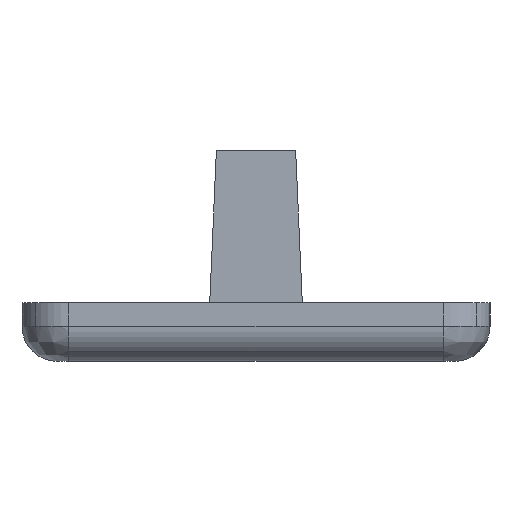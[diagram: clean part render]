
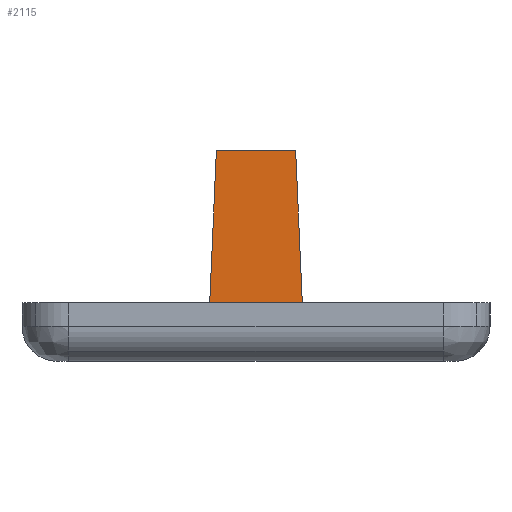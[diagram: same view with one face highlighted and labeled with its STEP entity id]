
A CAD part, left-side view. The second image highlights one B-rep face of the part: STEP entity #2115.
In plain terms, the highlighted planar face has unit normal (-1, 0, 0).
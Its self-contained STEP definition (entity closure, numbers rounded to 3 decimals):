
#1606=CARTESIAN_POINT('',(-7.389,3.301,2.0));
#1607=VERTEX_POINT('',#1606);
#1614=CARTESIAN_POINT('',(-7.389,4.537,2.0));
#1615=VERTEX_POINT('',#1614);
#1616=CARTESIAN_POINT('',(-7.389,3.301,2.0));
#1617=DIRECTION('',(0.0,1.0,0.0));
#1618=VECTOR('',#1617,1.237);
#1619=LINE('',#1616,#1618);
#1620=EDGE_CURVE('',#1607,#1615,#1619,.T.);
#1639=CARTESIAN_POINT('',(-7.389,6.037,2.0));
#1640=VERTEX_POINT('',#1639);
#1647=CARTESIAN_POINT('',(-7.389,7.301,2.0));
#1648=VERTEX_POINT('',#1647);
#1649=CARTESIAN_POINT('',(-7.389,6.037,2.0));
#1650=DIRECTION('',(0.0,1.0,0.0));
#1651=VECTOR('',#1650,1.263);
#1652=LINE('',#1649,#1651);
#1653=EDGE_CURVE('',#1640,#1648,#1652,.T.);
#2033=CARTESIAN_POINT('',(-7.389,6.995,9.));
#2034=VERTEX_POINT('',#2033);
#2043=CARTESIAN_POINT('',(-7.389,7.301,2.0));
#2044=DIRECTION('',(0.0,-0.044,0.999));
#2045=VECTOR('',#2044,7.007);
#2046=LINE('',#2043,#2045);
#2047=EDGE_CURVE('',#1648,#2034,#2046,.T.);
#2057=CARTESIAN_POINT('',(-7.389,3.606,9.));
#2058=VERTEX_POINT('',#2057);
#2059=CARTESIAN_POINT('',(-7.389,3.606,9.));
#2060=DIRECTION('',(0.0,1.0,0.0));
#2061=VECTOR('',#2060,3.389);
#2062=LINE('',#2059,#2061);
#2063=EDGE_CURVE('',#2058,#2034,#2062,.T.);
#2076=CARTESIAN_POINT('',(-7.389,3.301,2.0));
#2077=DIRECTION('',(-1.0,0.0,0.0));
#2078=DIRECTION('',(0.0,0.0,1.0));
#2079=AXIS2_PLACEMENT_3D('',#2076,#2077,#2078);
#2080=PLANE('',#2079);
#2081=CARTESIAN_POINT('',(-7.389,6.037,2.5));
#2082=VERTEX_POINT('',#2081);
#2083=CARTESIAN_POINT('',(-7.389,6.037,2.0));
#2084=DIRECTION('',(0.0,0.0,1.0));
#2085=VECTOR('',#2084,0.5);
#2086=LINE('',#2083,#2085);
#2087=EDGE_CURVE('',#1640,#2082,#2086,.T.);
#2088=ORIENTED_EDGE('',*,*,#2087,.T.);
#2089=CARTESIAN_POINT('',(-7.389,4.537,2.5));
#2090=VERTEX_POINT('',#2089);
#2091=CARTESIAN_POINT('',(-7.389,6.037,2.5));
#2092=DIRECTION('',(0.0,-1.0,0.0));
#2093=VECTOR('',#2092,1.5);
#2094=LINE('',#2091,#2093);
#2095=EDGE_CURVE('',#2082,#2090,#2094,.T.);
#2096=ORIENTED_EDGE('',*,*,#2095,.T.);
#2097=CARTESIAN_POINT('',(-7.389,4.537,2.5));
#2098=DIRECTION('',(0.0,0.0,-1.0));
#2099=VECTOR('',#2098,0.5);
#2100=LINE('',#2097,#2099);
#2101=EDGE_CURVE('',#2090,#1615,#2100,.T.);
#2102=ORIENTED_EDGE('',*,*,#2101,.T.);
#2103=ORIENTED_EDGE('',*,*,#1620,.F.);
#2104=CARTESIAN_POINT('',(-7.389,3.606,9.));
#2105=DIRECTION('',(0.0,-0.044,-0.999));
#2106=VECTOR('',#2105,7.007);
#2107=LINE('',#2104,#2106);
#2108=EDGE_CURVE('',#1607,#2058,#2107,.F.);
#2109=ORIENTED_EDGE('',*,*,#2108,.T.);
#2110=ORIENTED_EDGE('',*,*,#2063,.T.);
#2111=ORIENTED_EDGE('',*,*,#2047,.F.);
#2112=ORIENTED_EDGE('',*,*,#1653,.F.);
#2113=EDGE_LOOP('',(#2088,#2096,#2102,#2103,#2109,#2110,#2111,#2112));
#2114=FACE_OUTER_BOUND('',#2113,.T.);
#2115=ADVANCED_FACE('',(#2114),#2080,.T.);
